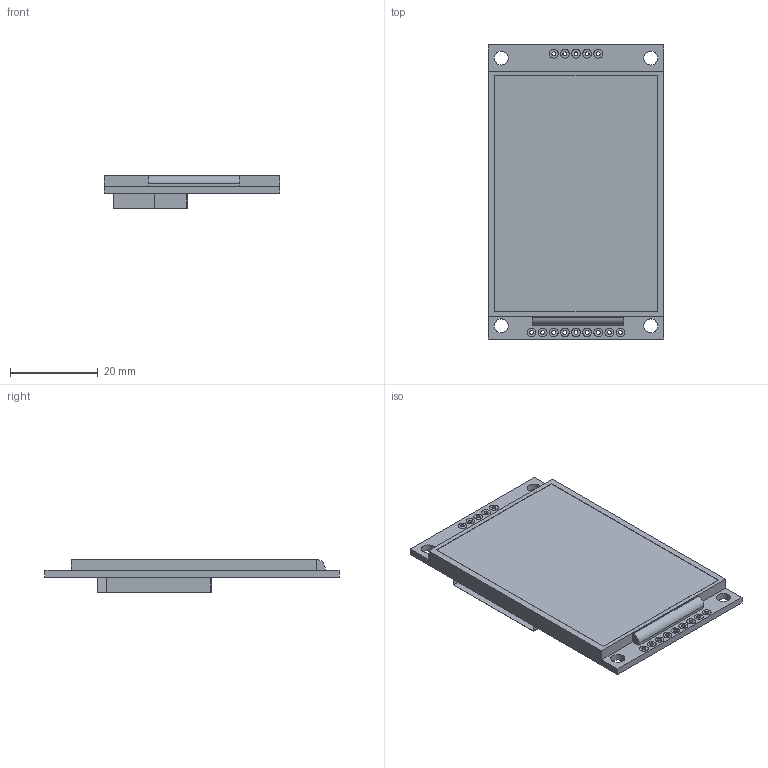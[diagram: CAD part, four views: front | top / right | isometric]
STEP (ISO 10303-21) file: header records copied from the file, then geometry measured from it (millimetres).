
FILE_DESCRIPTION(('FreeCAD Model'),'2;1');
FILE_NAME('Open CASCADE Shape Model','2022-03-07T15:10:48',('Author'),( ''),'Open CASCADE STEP processor 7.5','FreeCAD','Unknown');
FILE_SCHEMA(('AUTOMOTIVE_DESIGN { 1 0 10303 214 1 1 1 1 }'));
Length unit declared in the file: millimetre
Products named in the file (1): 2.2 inch tft display001
Bounding box: 40.1 x 67.2 x 7.57 mm (x, y, z)
Volume: 9733.4 mm3; surface area: 7482.9 mm2
Topology: 1 solids, 1 shells, 171 faces, 334 edges, 218 vertices
Faces by surface type: plane 96, cylinder 75
Full cylindrical faces by diameter (mm): 0.9 x19, 0.902 x23, 2 x28, 3.2 x4
Entity records: 9385 total; most frequent: CARTESIAN_POINT 1721, DIRECTION 1422, LINE 700, VECTOR 700, ORIENTED_EDGE 668, PCURVE 668, DEFINITIONAL_REPRESENTATION 668, EDGE_CURVE 334
